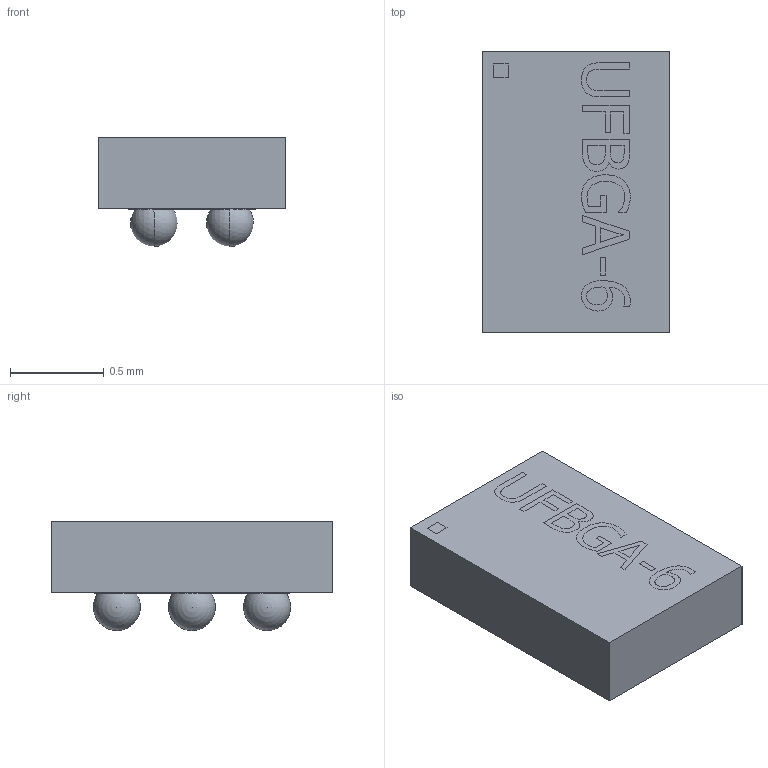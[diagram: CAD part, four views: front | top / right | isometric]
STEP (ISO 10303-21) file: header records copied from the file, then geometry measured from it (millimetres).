
FILE_DESCRIPTION( ( '' ), ' ' );
FILE_NAME( '5ac6ff4eda5f360eb2316f69.step', '2018-04-06T05:02:06', ( '' ), ( '' ), ' ', ' ', ' ' );
FILE_SCHEMA( ( 'AUTOMOTIVE_DESIGN { 1 0 10303 214 1 1 1 1 }' ) );
Length unit declared in the file: metre
Products named in the file (3): Open CASCADE STEP translator 6.8 1
Bounding box: 1 x 1.5 x 0.58 mm (x, y, z)
Volume: 0.6 mm3; surface area: 10.7 mm2
Topology: 1 solids, 128 shells, 145 faces, 744 edges, 721 vertices
Faces by surface type: plane 77, extrusion 34, cylinder 13, sphere 13, bspline 8
Entity records: 8996 total; most frequent: CARTESIAN_POINT 3663, ORIENTED_EDGE 759, VERTEX_POINT 720, EDGE_CURVE 717, B_SPLINE_CURVE_WITH_KNOTS 697, DIRECTION 348, EDGE_LOOP 164, FACE_BOUND 159
